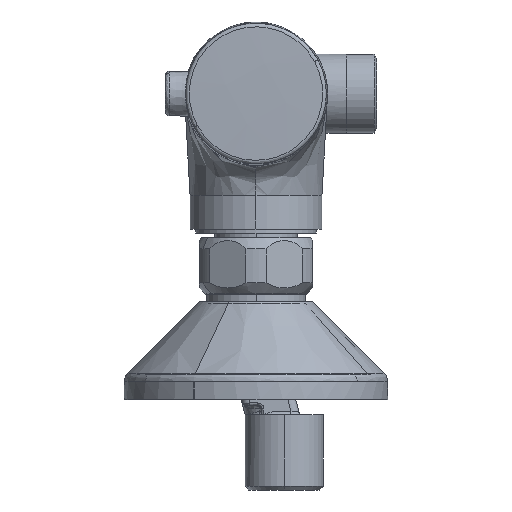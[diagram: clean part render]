
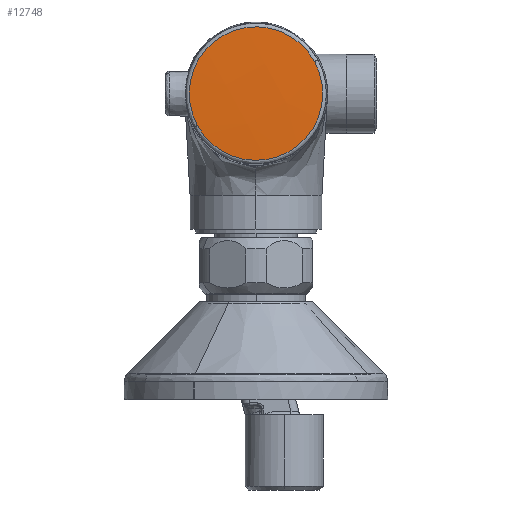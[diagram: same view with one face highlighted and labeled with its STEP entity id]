
A CAD part, left-side view. The second image highlights one B-rep face of the part: STEP entity #12748.
In plain terms, the highlighted free-form (B-spline) face has degree [3, 3] with [4, 4] control points.
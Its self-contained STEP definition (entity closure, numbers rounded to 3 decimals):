
#619 = VERTEX_POINT ( 'NONE', #18846 ) ;
#840 = EDGE_CURVE ( 'NONE', #2778, #619, #12389, .T. ) ;
#891 = EDGE_LOOP ( 'NONE', ( #18658, #15216 ) ) ;
#1141 = CARTESIAN_POINT ( 'NONE',  ( -147.523, -18.596, 84.556 ) ) ;
#1212 = CARTESIAN_POINT ( 'NONE',  ( -147.159, 7.206, 56.773 ) ) ;
#2725 = CARTESIAN_POINT ( 'NONE',  ( -147.518, 3.448, 99.906 ) ) ;
#2778 = VERTEX_POINT ( 'NONE', #15754 ) ;
#4280 = CARTESIAN_POINT ( 'NONE',  ( -147.881, -8.079, 78.806 ) ) ;
#5265 = CARTESIAN_POINT ( 'NONE',  ( -147.438, 0., 81.2 ) ) ;
#5794 = CARTESIAN_POINT ( 'NONE',  ( -147.517, 13.971, 94.157 ) ) ;
#6789 = DIRECTION ( 'NONE',  ( 0., -0.878, 0.479 ) ) ;
#7339 = CARTESIAN_POINT ( 'NONE',  ( -147.88, 2.445, 73.057 ) ) ;
#8079 =( BOUNDED_SURFACE ( )  B_SPLINE_SURFACE ( 3, 3, ( 
 ( #18823, #18761, #1141, #11606 ),
 ( #2725, #13084, #4280, #14524 ),
 ( #5794, #15991, #7339, #17439 ),
 ( #8790, #18897, #10227, #1212 ) ),
 .UNSPECIFIED., .F., .F., .F. ) 
 B_SPLINE_SURFACE_WITH_KNOTS ( ( 4, 4 ),
 ( 4, 4 ),
 ( 0., 1. ),
 ( 0., 1. ),
 .UNSPECIFIED. ) 
 GEOMETRIC_REPRESENTATION_ITEM ( )  RATIONAL_B_SPLINE_SURFACE ( (
 ( 1., 1., 1., 1.),
 ( 1., 0.999, 0.999, 1.),
 ( 1., 0.999, 0.999, 1.),
 ( 1., 1., 1., 1.) ) ) 
 REPRESENTATION_ITEM ( '' )  SURFACE ( )  );
#8790 = CARTESIAN_POINT ( 'NONE',  ( -147.157, 24.484, 88.401 ) ) ;
#8933 = FACE_OUTER_BOUND ( 'NONE', #891, .T. ) ;
#9393 = AXIS2_PLACEMENT_3D ( 'NONE', #5265, #15483, #6789 ) ;
#9432 = DIRECTION ( 'NONE',  ( 0., -0.878, 0.479 ) ) ;
#9946 = CIRCLE ( 'NONE', #9393, 17.715 ) ;
#10227 = CARTESIAN_POINT ( 'NONE',  ( -147.52, 12.965, 67.314 ) ) ;
#10759 = DIRECTION ( 'NONE',  ( 1., 0., 0. ) ) ;
#11606 = CARTESIAN_POINT ( 'NONE',  ( -147.162, -24.354, 74.015 ) ) ;
#12206 = CARTESIAN_POINT ( 'NONE',  ( -147.438, 0., 81.2 ) ) ;
#12389 = CIRCLE ( 'NONE', #14446, 17.715 ) ;
#12748 = ADVANCED_FACE ( 'NONE', ( #8933 ), #8079, .T. ) ;
#13084 = CARTESIAN_POINT ( 'NONE',  ( -147.88, -2.314, 89.358 ) ) ;
#14446 = AXIS2_PLACEMENT_3D ( 'NONE', #12206, #10759, #9432 ) ;
#14524 = CARTESIAN_POINT ( 'NONE',  ( -147.521, -13.841, 68.259 ) ) ;
#15216 = ORIENTED_EDGE ( 'NONE', *, *, #840, .F. ) ;
#15483 = DIRECTION ( 'NONE',  ( 1., 0., 0. ) ) ;
#15754 = CARTESIAN_POINT ( 'NONE',  ( -147.438, 15.546, 72.707 ) ) ;
#15991 = CARTESIAN_POINT ( 'NONE',  ( -147.879, 8.209, 83.609 ) ) ;
#17439 = CARTESIAN_POINT ( 'NONE',  ( -147.52, -3.317, 62.51 ) ) ;
#18658 = ORIENTED_EDGE ( 'NONE', *, *, #19044, .F. ) ;
#18761 = CARTESIAN_POINT ( 'NONE',  ( -147.522, -12.835, 95.102 ) ) ;
#18823 = CARTESIAN_POINT ( 'NONE',  ( -147.16, -7.076, 105.642 ) ) ;
#18846 = CARTESIAN_POINT ( 'NONE',  ( -147.438, -15.546, 89.693 ) ) ;
#18897 = CARTESIAN_POINT ( 'NONE',  ( -147.519, 18.726, 77.86 ) ) ;
#19044 = EDGE_CURVE ( 'NONE', #619, #2778, #9946, .T. ) ;
